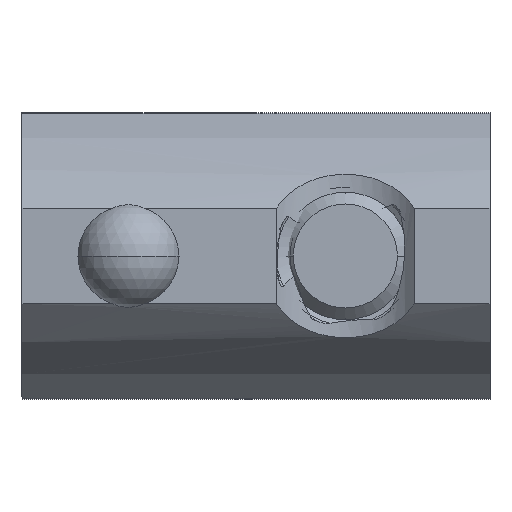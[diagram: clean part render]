
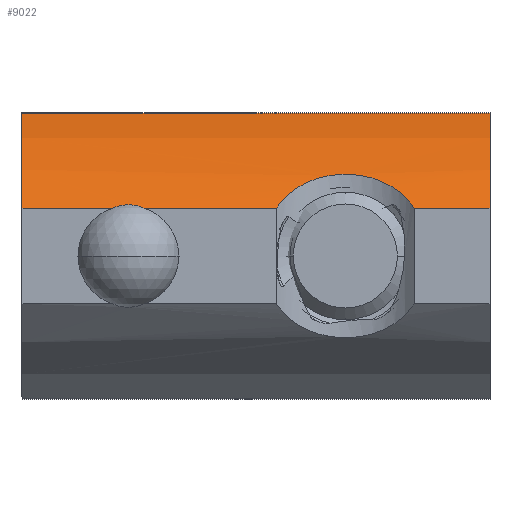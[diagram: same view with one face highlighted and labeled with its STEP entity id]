
A CAD part, front view. The second image highlights one B-rep face of the part: STEP entity #9022.
In plain terms, the highlighted cylindrical face has radius 15 mm (diameter 30 mm), a partial arc.
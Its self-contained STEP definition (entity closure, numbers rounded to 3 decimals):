
#100 = CARTESIAN_POINT ( 'NONE',  ( -2.25, 7.2, -7.45 ) ) ;
#432 = EDGE_LOOP ( 'NONE', ( #23827, #19119, #9517, #20650, #9294, #5764, #25392, #5567 ) ) ;
#646 = CARTESIAN_POINT ( 'NONE',  ( -2.341, 7.126, 6.509 ) ) ;
#781 = CARTESIAN_POINT ( 'NONE',  ( -2.302, 7.158, 6.628 ) ) ;
#1318 = CARTESIAN_POINT ( 'NONE',  ( -3.691, 5.87, -3.024 ) ) ;
#1585 = CARTESIAN_POINT ( 'NONE',  ( -3.094, 6.467, -6.65 ) ) ;
#1852 = CARTESIAN_POINT ( 'NONE',  ( -3.832, 5.72, -3.849 ) ) ;
#2009 = EDGE_CURVE ( 'NONE', #15198, #2966, #10527, .T. ) ;
#2966 = VERTEX_POINT ( 'NONE', #16783 ) ;
#3187 = DIRECTION ( 'NONE',  ( 1., 0., 0. ) ) ;
#3483 = CARTESIAN_POINT ( 'NONE',  ( -2.486, 7.009, -7.286 ) ) ;
#3703 = LINE ( 'NONE', #17835, #4265 ) ;
#4265 = VECTOR ( 'NONE', #16367, 1000. ) ;
#4364 = CARTESIAN_POINT ( 'NONE',  ( -6.703, 1.214, -11. ) ) ;
#4836 = CARTESIAN_POINT ( 'NONE',  ( -2.395, 7.082, 6.26 ) ) ;
#5024 = EDGE_CURVE ( 'NONE', #13694, #26520, #23569, .T. ) ;
#5421 = VECTOR ( 'NONE', #22686, 1000. ) ;
#5501 = CARTESIAN_POINT ( 'NONE',  ( -2.704, 6.821, -7.095 ) ) ;
#5567 = ORIENTED_EDGE ( 'NONE', *, *, #2009, .T. ) ;
#5636 = CARTESIAN_POINT ( 'NONE',  ( -3.765, 5.791, -3.347 ) ) ;
#5764 = ORIENTED_EDGE ( 'NONE', *, *, #24534, .F. ) ;
#5775 = VERTEX_POINT ( 'NONE', #7839 ) ;
#5907 = CARTESIAN_POINT ( 'NONE',  ( -3.833, 5.719, -4.536 ) ) ;
#6007 = CYLINDRICAL_SURFACE ( 'NONE', #10765, 15. ) ;
#6055 = EDGE_CURVE ( 'NONE', #12387, #15198, #17120, .T. ) ;
#7504 = CARTESIAN_POINT ( 'NONE',  ( -3.644, 5.919, -2.864 ) ) ;
#7839 = CARTESIAN_POINT ( 'NONE',  ( -2.25, 7.2, -11. ) ) ;
#7903 = CARTESIAN_POINT ( 'NONE',  ( -2.486, 7.009, -1.114 ) ) ;
#8033 = VECTOR ( 'NONE', #15108, 1000. ) ;
#8830 = CIRCLE ( 'NONE', #24735, 15. ) ;
#9019 = CIRCLE ( 'NONE', #15484, 15. ) ;
#9022 = ADVANCED_FACE ( 'NONE', ( #24413 ), #6007, .T. ) ;
#9294 = ORIENTED_EDGE ( 'NONE', *, *, #15998, .F. ) ;
#9517 = ORIENTED_EDGE ( 'NONE', *, *, #22261, .T. ) ;
#9667 = CARTESIAN_POINT ( 'NONE',  ( -3.656, 5.907, -5.533 ) ) ;
#9794 = CARTESIAN_POINT ( 'NONE',  ( -2.701, 6.823, -1.303 ) ) ;
#10501 = CARTESIAN_POINT ( 'NONE',  ( -2.342, 7.125, 5.492 ) ) ;
#10527 = B_SPLINE_CURVE_WITH_KNOTS ( 'NONE', 3,
 ( #14674, #781, #646, #4836, #19226, #25276, #17224, #10501, #21225, #22732 ),
 .UNSPECIFIED., .F., .F.,
 ( 4, 2, 2, 2, 4 ),
 ( 0., 0., 0.001, 0.001, 0.002 ),
 .UNSPECIFIED. ) ;
#10710 = CARTESIAN_POINT ( 'NONE',  ( -2.25, 7.2, 6.74 ) ) ;
#10765 = AXIS2_PLACEMENT_3D ( 'NONE', #14210, #26574, #22407 ) ;
#11553 = CARTESIAN_POINT ( 'NONE',  ( -3.264, 6.304, -6.401 ) ) ;
#12090 = CARTESIAN_POINT ( 'NONE',  ( -3.261, 6.306, -1.996 ) ) ;
#12387 = VERTEX_POINT ( 'NONE', #13040 ) ;
#12687 = CARTESIAN_POINT ( 'NONE',  ( -2.25, 7.2, 11. ) ) ;
#13040 = CARTESIAN_POINT ( 'NONE',  ( -2.25, 7.2, 11. ) ) ;
#13694 = VERTEX_POINT ( 'NONE', #18079 ) ;
#14103 = CARTESIAN_POINT ( 'NONE',  ( -3.768, 5.789, -5.042 ) ) ;
#14210 = CARTESIAN_POINT ( 'NONE',  ( 7.181, -4.464, 11. ) ) ;
#14674 = CARTESIAN_POINT ( 'NONE',  ( -2.25, 7.2, 6.74 ) ) ;
#14858 = EDGE_CURVE ( 'NONE', #5775, #24453, #9019, .T. ) ;
#15108 = DIRECTION ( 'NONE',  ( 0., 0., -1. ) ) ;
#15198 = VERTEX_POINT ( 'NONE', #10710 ) ;
#15378 = DIRECTION ( 'NONE',  ( 1., 0., 0. ) ) ;
#15484 = AXIS2_PLACEMENT_3D ( 'NONE', #17855, #23494, #3187 ) ;
#15998 = EDGE_CURVE ( 'NONE', #22371, #24453, #3703, .T. ) ;
#16000 = CARTESIAN_POINT ( 'NONE',  ( -3.842, 5.709, -4.022 ) ) ;
#16367 = DIRECTION ( 'NONE',  ( 0., 0., -1. ) ) ;
#16631 = CARTESIAN_POINT ( 'NONE',  ( -3.547, 6.022, -5.838 ) ) ;
#16783 = CARTESIAN_POINT ( 'NONE',  ( -2.25, 7.2, 5.26 ) ) ;
#16784 = CARTESIAN_POINT ( 'NONE',  ( -2.25, 7.2, 11. ) ) ;
#17120 = LINE ( 'NONE', #18609, #8033 ) ;
#17224 = CARTESIAN_POINT ( 'NONE',  ( -2.395, 7.081, 5.741 ) ) ;
#17388 = DIRECTION ( 'NONE',  ( 0., 0., -1. ) ) ;
#17539 = DIRECTION ( 'NONE',  ( 0., 0., 1. ) ) ;
#17835 = CARTESIAN_POINT ( 'NONE',  ( -6.703, 1.214, 11. ) ) ;
#17855 = CARTESIAN_POINT ( 'NONE',  ( 7.181, -4.464, -11. ) ) ;
#18079 = CARTESIAN_POINT ( 'NONE',  ( -2.25, 7.2, -0.95 ) ) ;
#18135 = CARTESIAN_POINT ( 'NONE',  ( -2.25, 7.2, -0.95 ) ) ;
#18609 = CARTESIAN_POINT ( 'NONE',  ( -2.25, 7.2, 11. ) ) ;
#18926 = CARTESIAN_POINT ( 'NONE',  ( -6.703, 1.214, 11. ) ) ;
#19119 = ORIENTED_EDGE ( 'NONE', *, *, #5024, .T. ) ;
#19226 = CARTESIAN_POINT ( 'NONE',  ( -2.408, 7.07, 6.13 ) ) ;
#20020 = CARTESIAN_POINT ( 'NONE',  ( -3.472, 6.096, -2.413 ) ) ;
#20149 = CARTESIAN_POINT ( 'NONE',  ( -3.796, 5.759, -4.874 ) ) ;
#20289 = CARTESIAN_POINT ( 'NONE',  ( -3.794, 5.761, -3.512 ) ) ;
#20650 = ORIENTED_EDGE ( 'NONE', *, *, #14858, .T. ) ;
#21009 = LINE ( 'NONE', #12687, #23880 ) ;
#21225 = CARTESIAN_POINT ( 'NONE',  ( -2.302, 7.158, 5.372 ) ) ;
#22261 = EDGE_CURVE ( 'NONE', #26520, #5775, #24833, .T. ) ;
#22371 = VERTEX_POINT ( 'NONE', #18926 ) ;
#22407 = DIRECTION ( 'NONE',  ( -1., 0., 0. ) ) ;
#22686 = DIRECTION ( 'NONE',  ( 0., 0., -1. ) ) ;
#22732 = CARTESIAN_POINT ( 'NONE',  ( -2.25, 7.2, 5.26 ) ) ;
#23057 = EDGE_CURVE ( 'NONE', #2966, #13694, #21009, .T. ) ;
#23494 = DIRECTION ( 'NONE',  ( 0., 0., 1. ) ) ;
#23569 = B_SPLINE_CURVE_WITH_KNOTS ( 'NONE', 3,
 ( #18135, #7903, #9794, #24053, #12090, #20020, #25949, #7504, #1318, #5636, #20289, #1852, #16000, #24182, #5907, #20149, #14103, #9667, #16631, #11553, #1585, #5501, #3483, #26347 ),
 .UNSPECIFIED., .F., .F.,
 ( 4, 2, 2, 2, 2, 2, 2, 2, 2, 2, 2, 4 ),
 ( 0., 0.001, 0.002, 0.003, 0.003, 0.004, 0.004, 0.005, 0.005, 0.006, 0.007, 0.008 ),
 .UNSPECIFIED. ) ;
#23827 = ORIENTED_EDGE ( 'NONE', *, *, #23057, .T. ) ;
#23880 = VECTOR ( 'NONE', #17388, 1000. ) ;
#24053 = CARTESIAN_POINT ( 'NONE',  ( -3.089, 6.472, -1.742 ) ) ;
#24182 = CARTESIAN_POINT ( 'NONE',  ( -3.842, 5.709, -4.366 ) ) ;
#24413 = FACE_OUTER_BOUND ( 'NONE', #432, .T. ) ;
#24453 = VERTEX_POINT ( 'NONE', #4364 ) ;
#24534 = EDGE_CURVE ( 'NONE', #12387, #22371, #8830, .T. ) ;
#24735 = AXIS2_PLACEMENT_3D ( 'NONE', #25461, #17539, #15378 ) ;
#24833 = LINE ( 'NONE', #16784, #5421 ) ;
#25276 = CARTESIAN_POINT ( 'NONE',  ( -2.409, 7.07, 5.872 ) ) ;
#25392 = ORIENTED_EDGE ( 'NONE', *, *, #6055, .T. ) ;
#25461 = CARTESIAN_POINT ( 'NONE',  ( 7.181, -4.464, 11. ) ) ;
#25949 = CARTESIAN_POINT ( 'NONE',  ( -3.535, 6.032, -2.558 ) ) ;
#26347 = CARTESIAN_POINT ( 'NONE',  ( -2.25, 7.2, -7.45 ) ) ;
#26520 = VERTEX_POINT ( 'NONE', #100 ) ;
#26574 = DIRECTION ( 'NONE',  ( 0., 0., -1. ) ) ;
